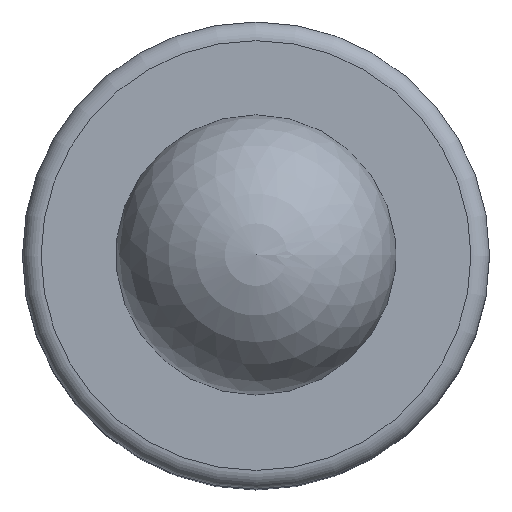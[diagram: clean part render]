
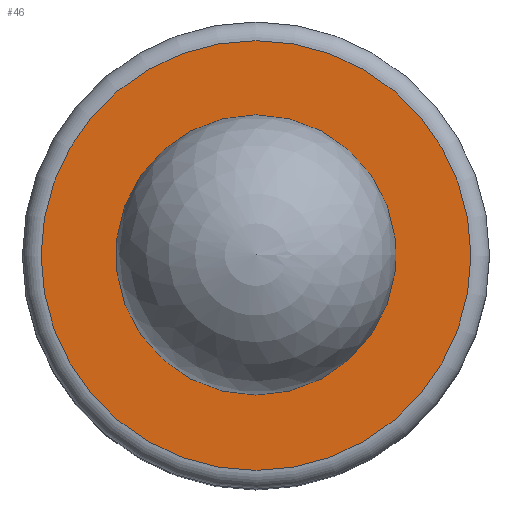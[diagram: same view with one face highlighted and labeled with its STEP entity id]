
A CAD part, top view. The second image highlights one B-rep face of the part: STEP entity #46.
In plain terms, the highlighted planar face has unit normal (0, 0, 1).
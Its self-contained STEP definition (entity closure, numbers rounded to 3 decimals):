
#46 = ADVANCED_FACE( '', ( #92, #93 ), #94, .T. );
#92 = FACE_OUTER_BOUND( '', #130, .T. );
#93 = FACE_BOUND( '', #131, .T. );
#94 = PLANE( '', #132 );
#130 = EDGE_LOOP( '', ( #176 ) );
#131 = EDGE_LOOP( '', ( #177 ) );
#132 = AXIS2_PLACEMENT_3D( '', #178, #179, #180 );
#176 = ORIENTED_EDGE( '', *, *, #183, .T. );
#177 = ORIENTED_EDGE( '', *, *, #189, .T. );
#178 = CARTESIAN_POINT( '', ( 0., 0., 3.95 ) );
#179 = DIRECTION( '', ( 0., 0., 1. ) );
#180 = DIRECTION( '', ( 1., 0., 0. ) );
#183 = EDGE_CURVE( '', #200, #200, #201, .T. );
#189 = EDGE_CURVE( '', #209, #209, #210, .F. );
#200 = VERTEX_POINT( '', #222 );
#201 = CIRCLE( '', #223, 4.6 );
#209 = VERTEX_POINT( '', #231 );
#210 = CIRCLE( '', #232, 1.65 );
#222 = CARTESIAN_POINT( '', ( 4.6, 0., 3.95 ) );
#223 = AXIS2_PLACEMENT_3D( '', #244, #245, #246 );
#231 = CARTESIAN_POINT( '', ( 1.65, 0., 3.95 ) );
#232 = AXIS2_PLACEMENT_3D( '', #253, #254, #255 );
#244 = CARTESIAN_POINT( '', ( 0., 0., 3.95 ) );
#245 = DIRECTION( '', ( 0., 0., 1. ) );
#246 = DIRECTION( '', ( 1., 0., 0. ) );
#253 = CARTESIAN_POINT( '', ( 0., 0., 3.95 ) );
#254 = DIRECTION( '', ( 0., 0., 1. ) );
#255 = DIRECTION( '', ( 1., 0., 0. ) );
